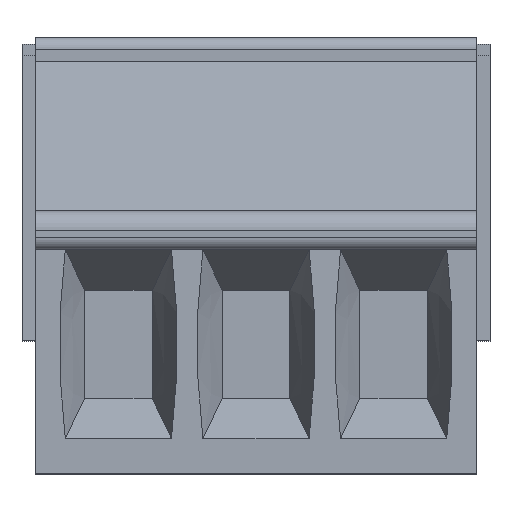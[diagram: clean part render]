
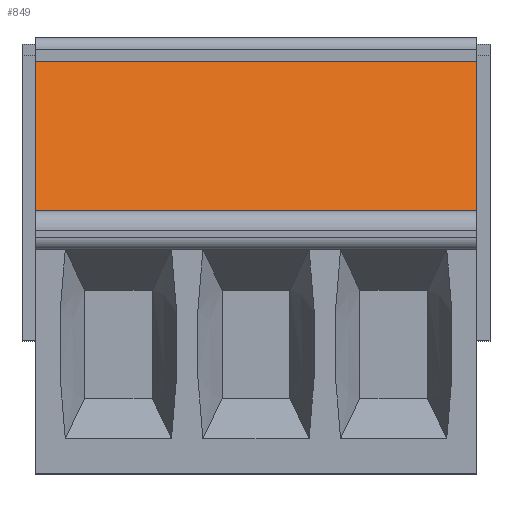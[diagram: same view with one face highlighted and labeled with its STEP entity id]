
A CAD part, top view. The second image highlights one B-rep face of the part: STEP entity #849.
In plain terms, the highlighted planar face has unit normal (0, 0.255, 0.967).
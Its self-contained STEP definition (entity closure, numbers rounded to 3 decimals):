
#184 = VERTEX_POINT('',#185);
#185 = CARTESIAN_POINT('',(-2.1,4.1,16.5));
#191 = EDGE_CURVE('',#192,#184,#194,.T.);
#192 = VERTEX_POINT('',#193);
#193 = CARTESIAN_POINT('',(-2.1,0.3,17.5));
#194 = LINE('',#195,#196);
#195 = CARTESIAN_POINT('',(-2.1,0.3,17.5));
#196 = VECTOR('',#197,1.);
#197 = DIRECTION('',(0.,0.967,-0.254));
#333 = VERTEX_POINT('',#334);
#334 = CARTESIAN_POINT('',(9.1,4.1,16.5));
#340 = EDGE_CURVE('',#341,#333,#343,.T.);
#341 = VERTEX_POINT('',#342);
#342 = CARTESIAN_POINT('',(9.1,0.3,17.5));
#343 = LINE('',#344,#345);
#344 = CARTESIAN_POINT('',(9.1,0.3,17.5));
#345 = VECTOR('',#346,1.);
#346 = DIRECTION('',(0.,0.967,-0.254));
#798 = EDGE_CURVE('',#184,#333,#799,.T.);
#799 = LINE('',#800,#801);
#800 = CARTESIAN_POINT('',(-2.1,4.1,16.5));
#801 = VECTOR('',#802,1.);
#802 = DIRECTION('',(1.,0.,0.));
#849 = ADVANCED_FACE('',(#850),#861,.T.);
#850 = FACE_BOUND('',#851,.T.);
#851 = EDGE_LOOP('',(#852,#858,#859,#860));
#852 = ORIENTED_EDGE('',*,*,#853,.T.);
#853 = EDGE_CURVE('',#192,#341,#854,.T.);
#854 = LINE('',#855,#856);
#855 = CARTESIAN_POINT('',(-2.1,0.3,17.5));
#856 = VECTOR('',#857,1.);
#857 = DIRECTION('',(1.,0.,0.));
#858 = ORIENTED_EDGE('',*,*,#340,.T.);
#859 = ORIENTED_EDGE('',*,*,#798,.F.);
#860 = ORIENTED_EDGE('',*,*,#191,.F.);
#861 = PLANE('',#862);
#862 = AXIS2_PLACEMENT_3D('',#863,#864,#865);
#863 = CARTESIAN_POINT('',(-2.1,0.3,17.5));
#864 = DIRECTION('',(0.,0.254,0.967));
#865 = DIRECTION('',(0.,0.967,-0.254));
